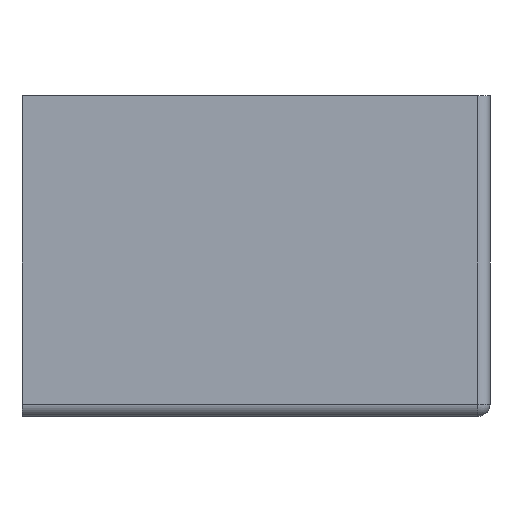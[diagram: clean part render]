
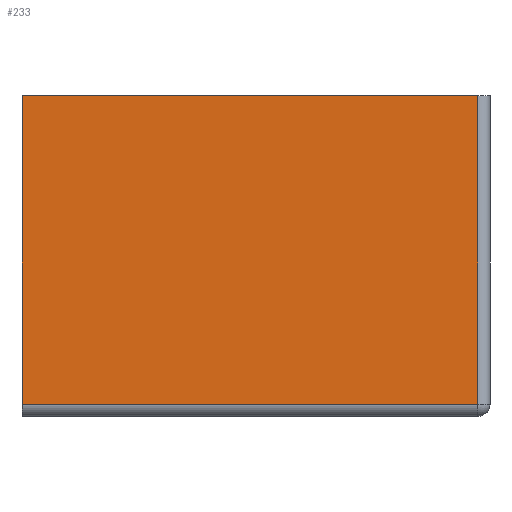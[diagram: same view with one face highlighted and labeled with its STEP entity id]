
A CAD part, left-side view. The second image highlights one B-rep face of the part: STEP entity #233.
In plain terms, the highlighted planar face has unit normal (-1, 0, 0).
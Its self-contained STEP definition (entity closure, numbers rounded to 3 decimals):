
#59 = EDGE_CURVE ( 'NONE', #881, #860, #1466, .T. ) ;
#64 = EDGE_CURVE ( 'NONE', #806, #881, #1498, .T. ) ;
#79 = EDGE_CURVE ( 'NONE', #827, #806, #1532, .T. ) ;
#107 = EDGE_CURVE ( 'NONE', #827, #860, #1619, .T. ) ;
#233 = ADVANCED_FACE ( 'NONE', ( #1855 ), #1806, .F. ) ;
#325 = VECTOR ( 'NONE', #1505, 1000. ) ;
#350 = VECTOR ( 'NONE', #1468, 1000. ) ;
#364 = VECTOR ( 'NONE', #1604, 1000. ) ;
#368 = VECTOR ( 'NONE', #1528, 1000. ) ;
#592 = AXIS2_PLACEMENT_3D ( 'NONE', #1840, #1826, #1847 ) ;
#806 = VERTEX_POINT ( 'NONE', #1988 ) ;
#827 = VERTEX_POINT ( 'NONE', #2069 ) ;
#860 = VERTEX_POINT ( 'NONE', #2048 ) ;
#881 = VERTEX_POINT ( 'NONE', #2028 ) ;
#915 = ORIENTED_EDGE ( 'NONE', *, *, #59, .T. ) ;
#959 = ORIENTED_EDGE ( 'NONE', *, *, #79, .T. ) ;
#968 = ORIENTED_EDGE ( 'NONE', *, *, #107, .F. ) ;
#986 = ORIENTED_EDGE ( 'NONE', *, *, #64, .T. ) ;
#1255 = EDGE_LOOP ( 'NONE', ( #959, #986, #915, #968 ) ) ;
#1466 = LINE ( 'NONE', #1469, #325 ) ;
#1468 = DIRECTION ( 'NONE',  ( 0., -1., 0. ) ) ;
#1469 = CARTESIAN_POINT ( 'NONE',  ( 0., 0.5, 13.3 ) ) ;
#1498 = LINE ( 'NONE', #1499, #350 ) ;
#1499 = CARTESIAN_POINT ( 'NONE',  ( 0., 0., 0.5 ) ) ;
#1505 = DIRECTION ( 'NONE',  ( 0., 0., 1. ) ) ;
#1528 = DIRECTION ( 'NONE',  ( 0., 0., -1. ) ) ;
#1532 = LINE ( 'NONE', #1555, #368 ) ;
#1555 = CARTESIAN_POINT ( 'NONE',  ( 0., 19.4, 13.3 ) ) ;
#1604 = DIRECTION ( 'NONE',  ( 0., -1., 0. ) ) ;
#1619 = LINE ( 'NONE', #1639, #364 ) ;
#1639 = CARTESIAN_POINT ( 'NONE',  ( 0., 0., 13.3 ) ) ;
#1806 = PLANE ( 'NONE',  #592 ) ;
#1826 = DIRECTION ( 'NONE',  ( 1., 0., 0. ) ) ;
#1840 = CARTESIAN_POINT ( 'NONE',  ( 0., 0., 13.3 ) ) ;
#1847 = DIRECTION ( 'NONE',  ( 0., 0., -1. ) ) ;
#1855 = FACE_OUTER_BOUND ( 'NONE', #1255, .T. ) ;
#1988 = CARTESIAN_POINT ( 'NONE',  ( 0., 19.4, 0.5 ) ) ;
#2028 = CARTESIAN_POINT ( 'NONE',  ( 0., 0.5, 0.5 ) ) ;
#2048 = CARTESIAN_POINT ( 'NONE',  ( 0., 0.5, 13.3 ) ) ;
#2069 = CARTESIAN_POINT ( 'NONE',  ( 0., 19.4, 13.3 ) ) ;
